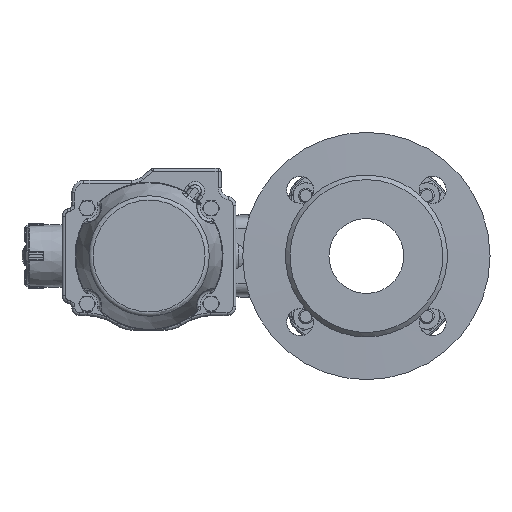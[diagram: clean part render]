
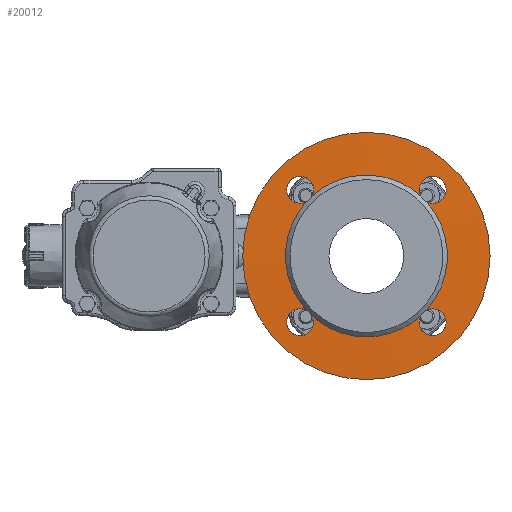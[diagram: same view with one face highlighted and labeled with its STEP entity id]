
A CAD part, left-side view. The second image highlights one B-rep face of the part: STEP entity #20012.
In plain terms, the highlighted conical face has half-angle 88.5 degrees and reference radius 54 mm.
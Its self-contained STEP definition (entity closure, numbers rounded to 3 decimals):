
#503=CONICAL_SURFACE('',#21394,54.,1.545);
#665=B_SPLINE_CURVE_WITH_KNOTS('',3,(#29315,#29316,#29317,#29318,#29319,
#29320,#29321,#29322,#29323,#29324,#29325,#29326,#29327),.UNSPECIFIED.,
 .F.,.F.,(4,1,1,1,1,1,1,1,1,1,4),(-0.018,-0.015,
-0.012,-0.006,0.001,0.007,
0.013,0.02,0.026,0.029,
0.032),.UNSPECIFIED.);
#666=B_SPLINE_CURVE_WITH_KNOTS('',3,(#29328,#29329,#29330,#29331,#29332,
#29333,#29334,#29335,#29336,#29337,#29338,#29339,#29340),.UNSPECIFIED.,
 .F.,.F.,(4,1,1,1,1,1,1,1,1,1,4),(-0.004,-0.001,
0.002,0.008,0.015,0.021,
0.027,0.034,0.04,0.043,
0.046),.UNSPECIFIED.);
#667=B_SPLINE_CURVE_WITH_KNOTS('',3,(#29341,#29342,#29343,#29344,#29345,
#29346,#29347,#29348,#29349,#29350,#29351,#29352,#29353),.UNSPECIFIED.,
 .F.,.F.,(4,1,1,1,1,1,1,1,1,1,4),(0.,0.003,
0.006,0.013,0.019,0.025,
0.032,0.038,0.044,0.048,
0.051),.UNSPECIFIED.);
#668=B_SPLINE_CURVE_WITH_KNOTS('',3,(#29354,#29355,#29356,#29357,#29358,
#29359,#29360,#29361,#29362,#29363,#29364,#29365,#29366),.UNSPECIFIED.,
 .F.,.F.,(4,1,1,1,1,1,1,1,1,1,4),(0.,0.003,
0.006,0.013,0.019,0.025,
0.032,0.038,0.044,0.048,
0.051),.UNSPECIFIED.);
#1624=CIRCLE('',#21389,54.);
#1625=CIRCLE('',#21390,54.);
#1626=CIRCLE('',#21391,54.);
#1627=CIRCLE('',#21392,54.);
#1629=CIRCLE('',#21395,82.5);
#3243=ORIENTED_EDGE('',*,*,#9389,.F.);
#3244=ORIENTED_EDGE('',*,*,#9384,.T.);
#3245=ORIENTED_EDGE('',*,*,#9390,.T.);
#3246=ORIENTED_EDGE('',*,*,#9382,.T.);
#3247=ORIENTED_EDGE('',*,*,#9391,.T.);
#3248=ORIENTED_EDGE('',*,*,#9380,.T.);
#3249=ORIENTED_EDGE('',*,*,#9392,.T.);
#3250=ORIENTED_EDGE('',*,*,#9386,.T.);
#3251=ORIENTED_EDGE('',*,*,#9393,.T.);
#9380=EDGE_CURVE('',#12457,#12458,#1624,.T.);
#9382=EDGE_CURVE('',#12460,#12459,#1625,.T.);
#9384=EDGE_CURVE('',#12462,#12461,#1626,.T.);
#9386=EDGE_CURVE('',#12464,#12463,#1627,.T.);
#9389=EDGE_CURVE('',#12466,#12466,#1629,.T.);
#9390=EDGE_CURVE('',#12461,#12460,#665,.T.);
#9391=EDGE_CURVE('',#12459,#12457,#666,.T.);
#9392=EDGE_CURVE('',#12458,#12464,#667,.T.);
#9393=EDGE_CURVE('',#12463,#12462,#668,.T.);
#12457=VERTEX_POINT('',#29279);
#12458=VERTEX_POINT('',#29280);
#12459=VERTEX_POINT('',#29286);
#12460=VERTEX_POINT('',#29288);
#12461=VERTEX_POINT('',#29294);
#12462=VERTEX_POINT('',#29296);
#12463=VERTEX_POINT('',#29302);
#12464=VERTEX_POINT('',#29304);
#12466=VERTEX_POINT('',#29314);
#16436=EDGE_LOOP('',(#3243));
#16437=EDGE_LOOP('',(#3244,#3245,#3246,#3247,#3248,#3249,#3250,#3251));
#17968=FACE_BOUND('',#16436,.T.);
#17969=FACE_BOUND('',#16437,.T.);
#20012=ADVANCED_FACE('',(#17968,#17969),#503,.T.);
#21389=AXIS2_PLACEMENT_3D('',#29278,#23702,#23703);
#21390=AXIS2_PLACEMENT_3D('',#29287,#23704,#23705);
#21391=AXIS2_PLACEMENT_3D('',#29295,#23706,#23707);
#21392=AXIS2_PLACEMENT_3D('',#29303,#23708,#23709);
#21394=AXIS2_PLACEMENT_3D('',#29312,#23712,#23713);
#21395=AXIS2_PLACEMENT_3D('',#29313,#23714,#23715);
#23702=DIRECTION('',(1.,0.,0.));
#23703=DIRECTION('',(0.,0.,-1.));
#23704=DIRECTION('',(1.,0.,0.));
#23705=DIRECTION('',(0.,0.,-1.));
#23706=DIRECTION('',(1.,0.,0.));
#23707=DIRECTION('',(0.,0.,-1.));
#23708=DIRECTION('',(1.,0.,0.));
#23709=DIRECTION('',(0.,0.,-1.));
#23712=DIRECTION('',(1.,0.,0.));
#23713=DIRECTION('',(0.,0.,-1.));
#23714=DIRECTION('',(1.,0.,0.));
#23715=DIRECTION('',(0.,0.,-1.));
#29278=CARTESIAN_POINT('',(-85.,0.,0.));
#29279=CARTESIAN_POINT('',(-85.,-36.191,-40.078));
#29280=CARTESIAN_POINT('',(-85.,36.191,-40.078));
#29286=CARTESIAN_POINT('',(-85.,-40.078,-36.191));
#29287=CARTESIAN_POINT('',(-85.,0.,0.));
#29288=CARTESIAN_POINT('',(-85.,-40.078,36.191));
#29294=CARTESIAN_POINT('',(-85.,-36.191,40.078));
#29295=CARTESIAN_POINT('',(-85.,0.,0.));
#29296=CARTESIAN_POINT('',(-85.,36.191,40.078));
#29302=CARTESIAN_POINT('',(-85.,40.078,36.191));
#29303=CARTESIAN_POINT('',(-85.,0.,0.));
#29304=CARTESIAN_POINT('',(-85.,40.078,-36.191));
#29312=CARTESIAN_POINT('',(-85.,0.,0.));
#29313=CARTESIAN_POINT('',(-84.254,0.,0.));
#29314=CARTESIAN_POINT('',(-84.254,0.,-82.5));
#29315=CARTESIAN_POINT('',(-85.,-36.191,40.078));
#29316=CARTESIAN_POINT('',(-84.99,-35.7,41.031));
#29317=CARTESIAN_POINT('',(-84.96,-35.075,43.08));
#29318=CARTESIAN_POINT('',(-84.867,-35.306,47.396));
#29319=CARTESIAN_POINT('',(-84.719,-38.427,52.096));
#29320=CARTESIAN_POINT('',(-84.577,-44.943,53.948));
#29321=CARTESIAN_POINT('',(-84.524,-51.105,51.119));
#29322=CARTESIAN_POINT('',(-84.577,-53.948,44.964));
#29323=CARTESIAN_POINT('',(-84.719,-52.102,38.44));
#29324=CARTESIAN_POINT('',(-84.866,-47.421,35.313));
#29325=CARTESIAN_POINT('',(-84.96,-43.086,35.072));
#29326=CARTESIAN_POINT('',(-84.99,-41.031,35.7));
#29327=CARTESIAN_POINT('',(-85.,-40.078,36.191));
#29328=CARTESIAN_POINT('',(-85.,-40.078,-36.191));
#29329=CARTESIAN_POINT('',(-84.99,-41.031,-35.7));
#29330=CARTESIAN_POINT('',(-84.96,-43.078,-35.074));
#29331=CARTESIAN_POINT('',(-84.866,-47.406,-35.308));
#29332=CARTESIAN_POINT('',(-84.719,-52.096,-38.429));
#29333=CARTESIAN_POINT('',(-84.577,-53.949,-44.954));
#29334=CARTESIAN_POINT('',(-84.524,-51.11,-51.114));
#29335=CARTESIAN_POINT('',(-84.577,-44.948,-53.95));
#29336=CARTESIAN_POINT('',(-84.719,-38.421,-52.092));
#29337=CARTESIAN_POINT('',(-84.867,-35.304,-47.393));
#29338=CARTESIAN_POINT('',(-84.96,-35.076,-43.072));
#29339=CARTESIAN_POINT('',(-84.99,-35.7,-41.031));
#29340=CARTESIAN_POINT('',(-85.,-36.191,-40.078));
#29341=CARTESIAN_POINT('',(-85.,36.191,-40.078));
#29342=CARTESIAN_POINT('',(-84.99,35.7,-41.031));
#29343=CARTESIAN_POINT('',(-84.96,35.075,-43.08));
#29344=CARTESIAN_POINT('',(-84.867,35.306,-47.396));
#29345=CARTESIAN_POINT('',(-84.719,38.427,-52.096));
#29346=CARTESIAN_POINT('',(-84.577,44.943,-53.948));
#29347=CARTESIAN_POINT('',(-84.524,51.105,-51.119));
#29348=CARTESIAN_POINT('',(-84.577,53.948,-44.964));
#29349=CARTESIAN_POINT('',(-84.719,52.102,-38.44));
#29350=CARTESIAN_POINT('',(-84.866,47.421,-35.313));
#29351=CARTESIAN_POINT('',(-84.96,43.086,-35.072));
#29352=CARTESIAN_POINT('',(-84.99,41.031,-35.7));
#29353=CARTESIAN_POINT('',(-85.,40.078,-36.191));
#29354=CARTESIAN_POINT('',(-85.,40.078,36.191));
#29355=CARTESIAN_POINT('',(-84.99,41.031,35.7));
#29356=CARTESIAN_POINT('',(-84.96,43.078,35.074));
#29357=CARTESIAN_POINT('',(-84.866,47.406,35.308));
#29358=CARTESIAN_POINT('',(-84.719,52.096,38.429));
#29359=CARTESIAN_POINT('',(-84.577,53.949,44.954));
#29360=CARTESIAN_POINT('',(-84.524,51.11,51.114));
#29361=CARTESIAN_POINT('',(-84.577,44.948,53.95));
#29362=CARTESIAN_POINT('',(-84.719,38.421,52.092));
#29363=CARTESIAN_POINT('',(-84.867,35.304,47.393));
#29364=CARTESIAN_POINT('',(-84.96,35.076,43.072));
#29365=CARTESIAN_POINT('',(-84.99,35.7,41.031));
#29366=CARTESIAN_POINT('',(-85.,36.191,40.078));
